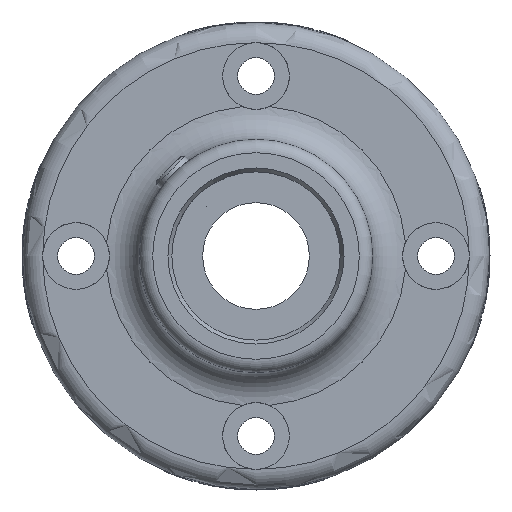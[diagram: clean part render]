
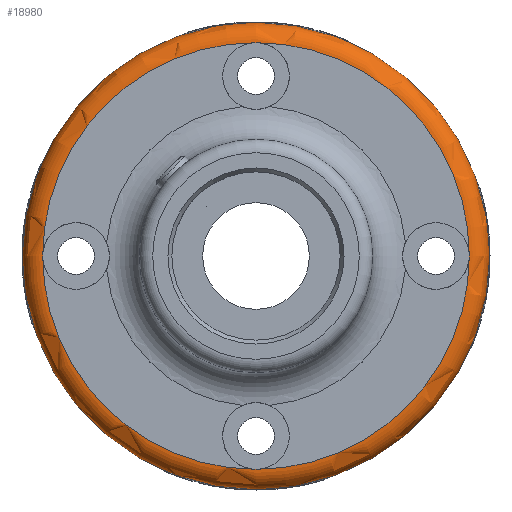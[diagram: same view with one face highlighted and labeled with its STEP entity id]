
A CAD part, left-side view. The second image highlights one B-rep face of the part: STEP entity #18980.
In plain terms, the highlighted toroidal (fillet/blend) face has major radius 32 mm and minor radius 3 mm.
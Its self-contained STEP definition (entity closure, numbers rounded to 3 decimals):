
#16=TOROIDAL_SURFACE('',#20057,32.,3.);
#258=CIRCLE('',#19711,35.);
#259=CIRCLE('',#19712,35.);
#260=CIRCLE('',#19713,35.);
#366=CIRCLE('',#20015,32.);
#369=CIRCLE('',#20019,32.);
#374=CIRCLE('',#20025,32.);
#394=CIRCLE('',#20056,32.);
#395=CIRCLE('',#20058,3.);
#3080=FACE_OUTER_BOUND('',#4180,.T.);
#4180=EDGE_LOOP('',(#16383,#16384,#16385,#16386,#16387,#16388,#16389,#16390,
#16391));
#7820=VERTEX_POINT('',#75448);
#7821=VERTEX_POINT('',#75449);
#7822=VERTEX_POINT('',#75451);
#8282=VERTEX_POINT('',#92960);
#8289=VERTEX_POINT('',#92986);
#8296=VERTEX_POINT('',#93012);
#8298=VERTEX_POINT('',#93020);
#10267=EDGE_CURVE('',#7820,#7821,#258,.T.);
#10268=EDGE_CURVE('',#7822,#7820,#259,.T.);
#10269=EDGE_CURVE('',#7821,#7822,#260,.T.);
#10978=EDGE_CURVE('',#8298,#8296,#366,.T.);
#10981=EDGE_CURVE('',#8296,#8289,#369,.T.);
#10986=EDGE_CURVE('',#8282,#8298,#374,.T.);
#11015=EDGE_CURVE('',#8289,#8282,#394,.T.);
#11016=EDGE_CURVE('',#8282,#7822,#395,.T.);
#16383=ORIENTED_EDGE('',*,*,#10978,.T.);
#16384=ORIENTED_EDGE('',*,*,#10981,.T.);
#16385=ORIENTED_EDGE('',*,*,#11015,.T.);
#16386=ORIENTED_EDGE('',*,*,#11016,.T.);
#16387=ORIENTED_EDGE('',*,*,#10268,.T.);
#16388=ORIENTED_EDGE('',*,*,#10267,.T.);
#16389=ORIENTED_EDGE('',*,*,#10269,.T.);
#16390=ORIENTED_EDGE('',*,*,#11016,.F.);
#16391=ORIENTED_EDGE('',*,*,#10986,.T.);
#18980=ADVANCED_FACE('',(#3080),#16,.T.);
#19711=AXIS2_PLACEMENT_3D('',#75450,#22329,#22330);
#19712=AXIS2_PLACEMENT_3D('',#75452,#22331,#22332);
#19713=AXIS2_PLACEMENT_3D('',#75453,#22333,#22334);
#20015=AXIS2_PLACEMENT_3D('',#93021,#23249,#23250);
#20019=AXIS2_PLACEMENT_3D('',#93026,#23257,#23258);
#20025=AXIS2_PLACEMENT_3D('',#93034,#23269,#23270);
#20056=AXIS2_PLACEMENT_3D('',#93133,#23337,#23338);
#20057=AXIS2_PLACEMENT_3D('',#93134,#23339,#23340);
#20058=AXIS2_PLACEMENT_3D('',#93135,#23341,#23342);
#22329=DIRECTION('center_axis',(-1.,0.,0.));
#22330=DIRECTION('ref_axis',(0.,1.,0.));
#22331=DIRECTION('center_axis',(-1.,0.,0.));
#22332=DIRECTION('ref_axis',(0.,1.,0.));
#22333=DIRECTION('center_axis',(-1.,0.,0.));
#22334=DIRECTION('ref_axis',(0.,1.,0.));
#23249=DIRECTION('center_axis',(1.,0.,0.));
#23250=DIRECTION('ref_axis',(0.,1.,0.));
#23257=DIRECTION('center_axis',(1.,0.,0.));
#23258=DIRECTION('ref_axis',(0.,1.,0.));
#23269=DIRECTION('center_axis',(1.,0.,0.));
#23270=DIRECTION('ref_axis',(0.,1.,0.));
#23337=DIRECTION('center_axis',(1.,0.,0.));
#23338=DIRECTION('ref_axis',(0.,1.,0.));
#23339=DIRECTION('center_axis',(-1.,0.,0.));
#23340=DIRECTION('ref_axis',(0.,0.,1.));
#23341=DIRECTION('center_axis',(0.,-1.,0.));
#23342=DIRECTION('ref_axis',(0.,0.,-1.));
#75448=CARTESIAN_POINT('',(-5.5,-35.,0.));
#75449=CARTESIAN_POINT('',(-5.5,35.,0.));
#75450=CARTESIAN_POINT('Origin',(-5.5,0.,0.));
#75451=CARTESIAN_POINT('',(-5.5,0.,-35.));
#75452=CARTESIAN_POINT('Origin',(-5.5,0.,0.));
#75453=CARTESIAN_POINT('Origin',(-5.5,0.,0.));
#92960=CARTESIAN_POINT('',(-8.5,0.,-32.));
#92986=CARTESIAN_POINT('',(-8.5,-32.,0.));
#93012=CARTESIAN_POINT('',(-8.5,0.,32.));
#93020=CARTESIAN_POINT('',(-8.5,32.,0.));
#93021=CARTESIAN_POINT('Origin',(-8.5,0.,0.));
#93026=CARTESIAN_POINT('Origin',(-8.5,0.,0.));
#93034=CARTESIAN_POINT('Origin',(-8.5,0.,0.));
#93133=CARTESIAN_POINT('Origin',(-8.5,0.,0.));
#93134=CARTESIAN_POINT('Origin',(-5.5,0.,0.));
#93135=CARTESIAN_POINT('Origin',(-5.5,0.,-32.));
